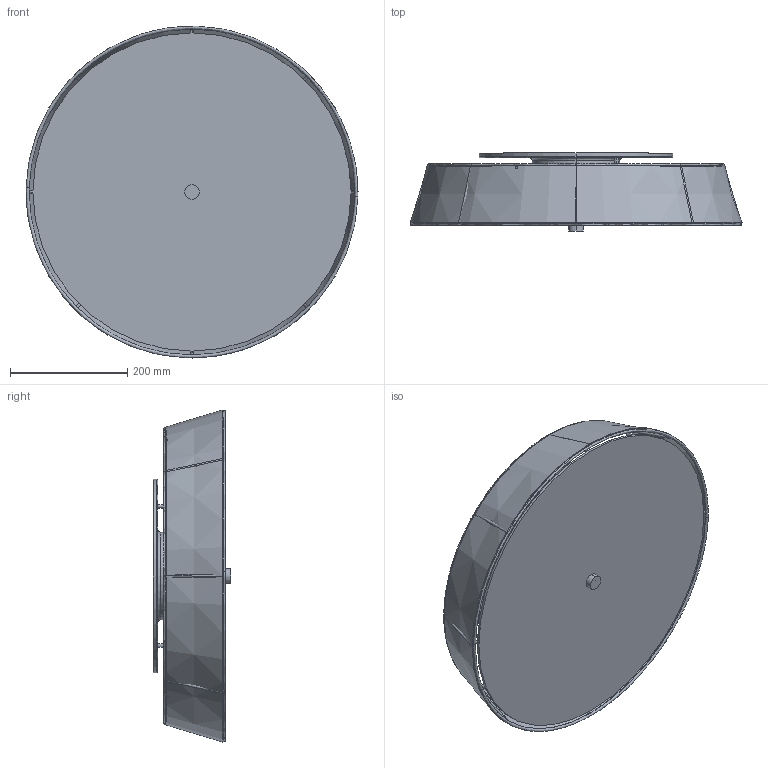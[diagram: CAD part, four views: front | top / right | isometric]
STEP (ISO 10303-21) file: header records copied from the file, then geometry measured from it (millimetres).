
FILE_DESCRIPTION (( 'STEP AP203' ), '1' );
FILE_NAME ('LILITH PL 55_STEP.STEP', '2016-01-08T15:14:33', ( 'admin' ), ( '' ), 'SwSTEP 2.0', 'SolidWorks 2015', '' );
FILE_SCHEMA (( 'CONFIG_CONTROL_DESIGN' ));
Length unit declared in the file: millimetre
Products named in the file (2): LILITH PL 55_STEP
Bounding box: 565.46 x 132.74 x 565.46 mm (x, y, z)
Volume: 1288125.1 mm3; surface area: 1135280.1 mm2
Topology: 4 solids, 4 shells, 203 faces, 620 edges, 413 vertices
Faces by surface type: cylinder 78, torus 44, plane 37, cone 28, bspline 16
Entity records: 14237 total; most frequent: CARTESIAN_POINT 8744, ORIENTED_EDGE 1224, DIRECTION 1036, EDGE_CURVE 612, AXIS2_PLACEMENT_3D 458, VERTEX_POINT 413, CIRCLE 269, EDGE_LOOP 251
